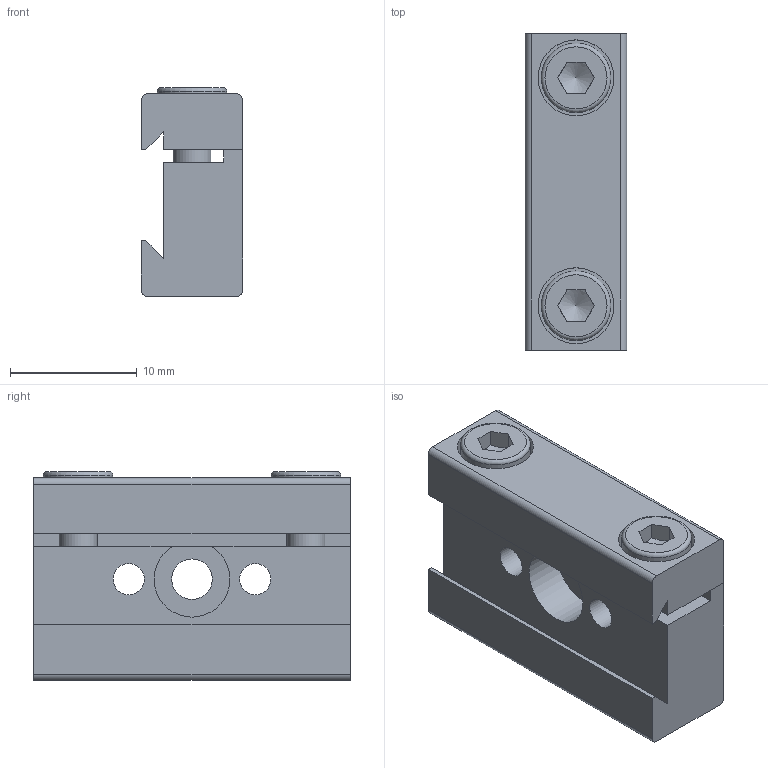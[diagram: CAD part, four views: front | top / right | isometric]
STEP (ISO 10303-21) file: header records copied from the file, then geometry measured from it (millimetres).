
FILE_DESCRIPTION(/* description */ ('>>BEZEICHNUNG<<'),/* implementation_level */ '2;1');
FILE_NAME(/* name */ 'MoKl-7.stp',/* time_stamp */ '2016-05-27T08:17:48+02:00',/* author */ ('REGENSPURG'),/* organization */ ('Vision & Control'),/* preprocessor_version */ 'ST-DEVELOPER v16.1',/* originating_system */ 'Autodesk Inventor 2016',/* authorisation */ '');
FILE_SCHEMA (('AUTOMOTIVE_DESIGN { 1 0 10303 214 3 1 1 }'));
Length unit declared in the file: millimetre
Products named in the file (4): MoKl-7_1; MoKl-7-14_1; DIN 912 M3x8-SW2,5-8.8-St; MoKl-7
Assembly tree (8 placements, depth 2):
  MoKl-7
    MoKl-7_1  x2
    MoKl-7-14_1  x2
    DIN 912 M3x8-SW2,5-8.8-St  x4
Bounding box: 8 x 25 x 16.5 mm (x, y, z)
Volume: 2504.1 mm3; surface area: 2638.4 mm2
Topology: 4 solids, 4 shells, 67 faces, 161 edges, 106 vertices
Faces by surface type: plane 41, cylinder 18, torus 4, cone 4
Full cylindrical faces by diameter (mm): 2.459 x4, 3 x2, 3.2 x3, 5.5 x2, 6 x2
Entity records: 3116 total; most frequent: CARTESIAN_POINT 524, DIRECTION 516, ORIENTED_EDGE 436, EDGE_CURVE 218, AXIS2_PLACEMENT_3D 190, EDGE_LOOP 168, VERTEX_POINT 162, LINE 136
